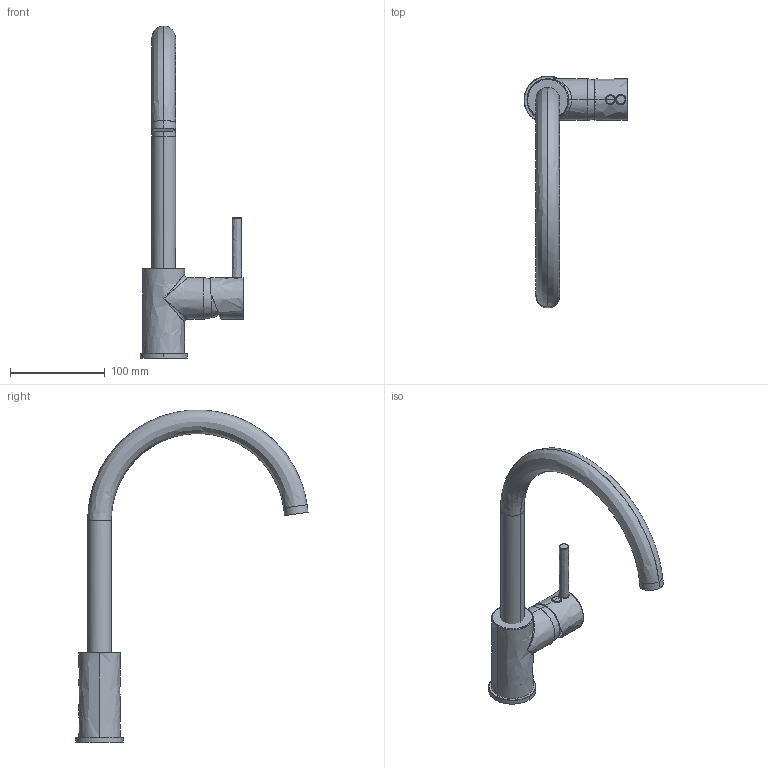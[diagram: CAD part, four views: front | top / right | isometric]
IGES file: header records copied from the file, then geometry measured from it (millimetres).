
Start section:  PTC IGES file: a41985_.igs  PTC IGES file: a42092_sw0001.igs  PTC IGES file: a42091inv_sw0001.igs
Global section: file name: 13HA42091.igs; native system: Rhinoceros ( May 19 2006 ); preprocessor: Trout Lake IGES 012 May 19 2006; date: 120724.122024; units: millimetre
Bounding box: 109.67 x 245.49 x 350.96 mm (x, y, z)
Surface area: 68598.1 mm2 (no closed solid volume)
Topology: 0 solids, 0 shells, 56 faces, 934 edges, 932 vertices
Faces by surface type: bspline 56
